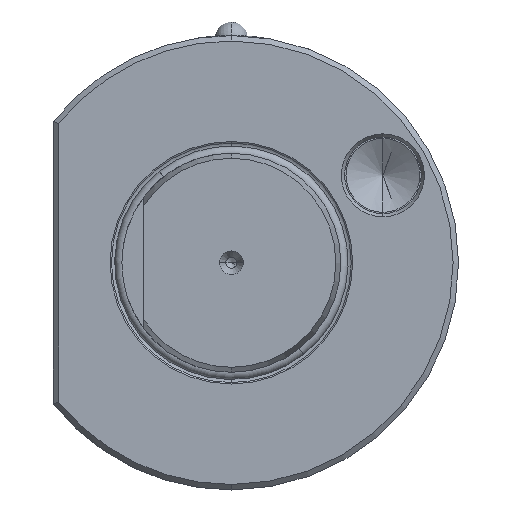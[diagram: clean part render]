
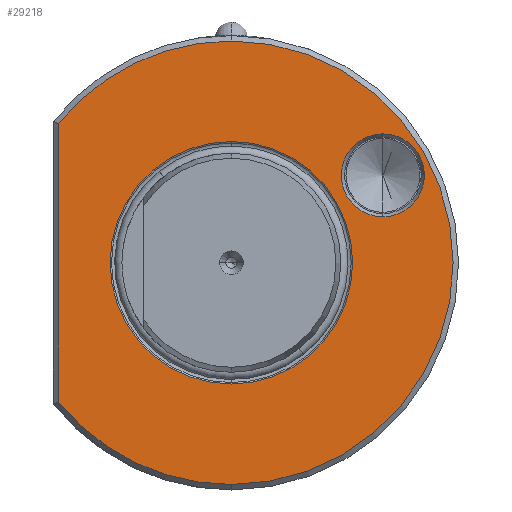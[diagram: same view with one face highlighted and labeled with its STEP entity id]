
A CAD part, left-side view. The second image highlights one B-rep face of the part: STEP entity #29218.
In plain terms, the highlighted planar face has unit normal (-1, 0, 0).
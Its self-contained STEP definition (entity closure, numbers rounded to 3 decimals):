
#4480 = AXIS2_PLACEMENT_3D ( 'NONE', #17050, #17007, #17009 ) ;
#4499 = AXIS2_PLACEMENT_3D ( 'NONE', #11027, #11000, #11007 ) ;
#4558 = AXIS2_PLACEMENT_3D ( 'NONE', #11573, #11574, #11598 ) ;
#4566 = AXIS2_PLACEMENT_3D ( 'NONE', #11723, #11741, #11709 ) ;
#4575 = AXIS2_PLACEMENT_3D ( 'NONE', #11731, #11713, #11727 ) ;
#4618 = AXIS2_PLACEMENT_3D ( 'NONE', #32224, #32226, #32256 ) ;
#4622 = AXIS2_PLACEMENT_3D ( 'NONE', #33486, #33527, #33444 ) ;
#7135 = CIRCLE ( 'NONE', #4480, 40.5 ) ;
#7286 = CIRCLE ( 'NONE', #4499, 7.577 ) ;
#7380 = CIRCLE ( 'NONE', #4558, 40.5 ) ;
#8517 = VECTOR ( 'NONE', #16901, 1000. ) ;
#8543 = LINE ( 'NONE', #16895, #8517 ) ;
#11000 = DIRECTION ( 'NONE',  ( 1., 0., 0. ) ) ;
#11007 = DIRECTION ( 'NONE',  ( 0., 0., -1. ) ) ;
#11027 = CARTESIAN_POINT ( 'NONE',  ( 2., -27.68, 15.97 ) ) ;
#11573 = CARTESIAN_POINT ( 'NONE',  ( 2., 0., 0. ) ) ;
#11574 = DIRECTION ( 'NONE',  ( 1., 0., 0. ) ) ;
#11598 = DIRECTION ( 'NONE',  ( 0., 0., -1. ) ) ;
#11709 = DIRECTION ( 'NONE',  ( 0., 0., -1. ) ) ;
#11713 = DIRECTION ( 'NONE',  ( 1., 0., 0. ) ) ;
#11723 = CARTESIAN_POINT ( 'NONE',  ( 2., 0., 0. ) ) ;
#11727 = DIRECTION ( 'NONE',  ( 0., 0., -1. ) ) ;
#11731 = CARTESIAN_POINT ( 'NONE',  ( 2., 0., 0. ) ) ;
#11741 = DIRECTION ( 'NONE',  ( 1., 0., 0. ) ) ;
#16895 = CARTESIAN_POINT ( 'NONE',  ( 2., 31.5, -24.166 ) ) ;
#16901 = DIRECTION ( 'NONE',  ( 0., 0., -1. ) ) ;
#17007 = DIRECTION ( 'NONE',  ( 1., 0., 0. ) ) ;
#17009 = DIRECTION ( 'NONE',  ( 0., 0., -1. ) ) ;
#17050 = CARTESIAN_POINT ( 'NONE',  ( 2., 0., 0. ) ) ;
#20820 = ORIENTED_EDGE ( 'NONE', *, *, #21313, .T. ) ;
#20840 = ORIENTED_EDGE ( 'NONE', *, *, #21678, .T. ) ;
#20842 = ORIENTED_EDGE ( 'NONE', *, *, #21610, .F. ) ;
#20850 = ORIENTED_EDGE ( 'NONE', *, *, #21648, .T. ) ;
#20857 = ORIENTED_EDGE ( 'NONE', *, *, #21344, .F. ) ;
#20867 = ORIENTED_EDGE ( 'NONE', *, *, #21705, .T. ) ;
#20868 = ORIENTED_EDGE ( 'NONE', *, *, #21482, .T. ) ;
#20871 = ORIENTED_EDGE ( 'NONE', *, *, #21643, .F. ) ;
#21313 = EDGE_CURVE ( 'NONE', #64897, #62940, #8543, .T. ) ;
#21344 = EDGE_CURVE ( 'NONE', #64899, #62940, #7135, .T. ) ;
#21482 = EDGE_CURVE ( 'NONE', #43583, #43599, #7286, .T. ) ;
#21610 = EDGE_CURVE ( 'NONE', #64897, #64988, #7380, .T. ) ;
#21643 = EDGE_CURVE ( 'NONE', #64988, #64899, #59833, .T. ) ;
#21648 = EDGE_CURVE ( 'NONE', #43460, #43719, #59851, .T. ) ;
#21678 = EDGE_CURVE ( 'NONE', #43599, #43583, #59919, .T. ) ;
#21705 = EDGE_CURVE ( 'NONE', #43719, #43460, #60006, .T. ) ;
#23139 = CARTESIAN_POINT ( 'NONE',  ( 2., 20., 0. ) ) ;
#23184 = PLANE ( 'NONE',  #40219 ) ;
#23207 = DIRECTION ( 'NONE',  ( 1., 0., 0. ) ) ;
#23216 = DIRECTION ( 'NONE',  ( 0., 0., -1. ) ) ;
#23612 = CARTESIAN_POINT ( 'NONE',  ( 2., 0., 22.15 ) ) ;
#23777 = CARTESIAN_POINT ( 'NONE',  ( 2., -27.68, 8.393 ) ) ;
#23863 = CARTESIAN_POINT ( 'NONE',  ( 2., -27.68, 23.547 ) ) ;
#23952 = CARTESIAN_POINT ( 'NONE',  ( 2., 0., -22.15 ) ) ;
#26608 = CARTESIAN_POINT ( 'NONE',  ( 2., 31.5, -25.456 ) ) ;
#29218 = ADVANCED_FACE ( 'NONE', ( #42255, #42279, #42273 ), #23184, .F. ) ;
#32224 = CARTESIAN_POINT ( 'NONE',  ( 2., 0., 0. ) ) ;
#32226 = DIRECTION ( 'NONE',  ( 1., 0., 0. ) ) ;
#32256 = DIRECTION ( 'NONE',  ( 0., 0., -1. ) ) ;
#33444 = DIRECTION ( 'NONE',  ( 0., 0., -1. ) ) ;
#33486 = CARTESIAN_POINT ( 'NONE',  ( 2., -27.68, 15.97 ) ) ;
#33527 = DIRECTION ( 'NONE',  ( 1., 0., 0. ) ) ;
#37341 = CARTESIAN_POINT ( 'NONE',  ( 2., 0., 40.5 ) ) ;
#37385 = CARTESIAN_POINT ( 'NONE',  ( 2., 31.5, 25.456 ) ) ;
#37392 = CARTESIAN_POINT ( 'NONE',  ( 2., 0., -40.5 ) ) ;
#39254 = EDGE_LOOP ( 'NONE', ( #20850, #20867 ) ) ;
#39324 = EDGE_LOOP ( 'NONE', ( #20868, #20840 ) ) ;
#39341 = EDGE_LOOP ( 'NONE', ( #20842, #20820, #20857, #20871 ) ) ;
#40219 = AXIS2_PLACEMENT_3D ( 'NONE', #23139, #23207, #23216 ) ;
#42255 = FACE_BOUND ( 'NONE', #39254, .T. ) ;
#42273 = FACE_OUTER_BOUND ( 'NONE', #39341, .T. ) ;
#42279 = FACE_BOUND ( 'NONE', #39324, .T. ) ;
#43460 = VERTEX_POINT ( 'NONE', #23612 ) ;
#43583 = VERTEX_POINT ( 'NONE', #23863 ) ;
#43599 = VERTEX_POINT ( 'NONE', #23777 ) ;
#43719 = VERTEX_POINT ( 'NONE', #23952 ) ;
#59833 = CIRCLE ( 'NONE', #4575, 40.5 ) ;
#59851 = CIRCLE ( 'NONE', #4566, 22.15 ) ;
#59919 = CIRCLE ( 'NONE', #4622, 7.577 ) ;
#60006 = CIRCLE ( 'NONE', #4618, 22.15 ) ;
#62940 = VERTEX_POINT ( 'NONE', #26608 ) ;
#64897 = VERTEX_POINT ( 'NONE', #37385 ) ;
#64899 = VERTEX_POINT ( 'NONE', #37392 ) ;
#64988 = VERTEX_POINT ( 'NONE', #37341 ) ;
